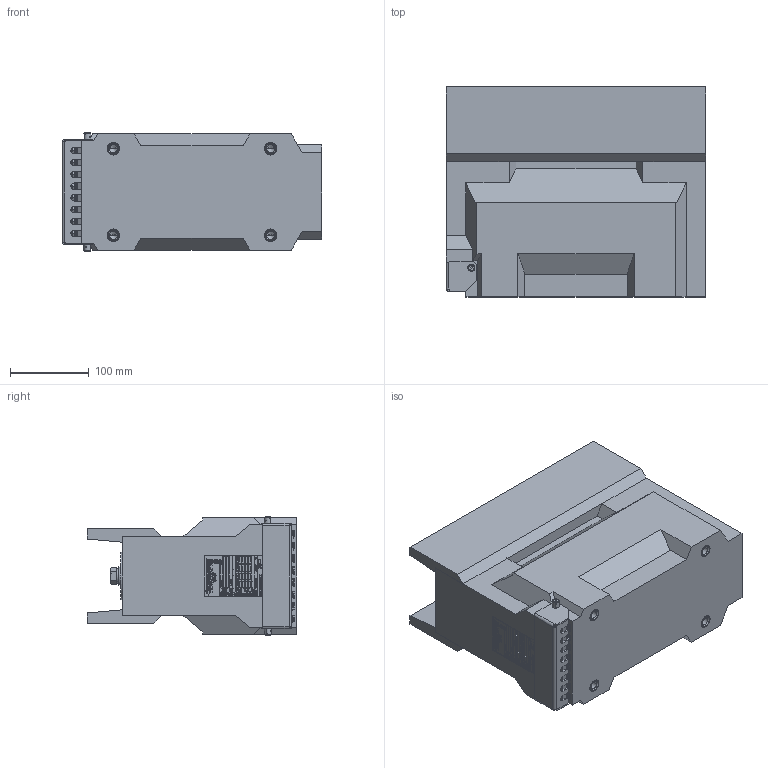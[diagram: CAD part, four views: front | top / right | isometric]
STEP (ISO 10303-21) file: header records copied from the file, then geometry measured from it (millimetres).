
FILE_DESCRIPTION (( 'STEP AP214' ), '1' );
FILE_NAME ('ﾒﾋﾊ-ﾑﾒ-10-16ﾌ1 (5ﾀ-1500ﾀ).STEP', '2023-06-08T06:02:25', ( '' ), ( '' ), 'SwSTEP 2.0', 'SolidWorks 2014', '' );
FILE_SCHEMA (( 'AUTOMOTIVE_DESIGN' ));
Length unit declared in the file: millimetre
Products named in the file (26): 屡扔.757465.006 袜觐礤黜桕; Øàéáà ïðóæ. ÃÎÑÒ 6402-70_5; ﾘ琺矜 ﾃﾎﾑﾒ 11371-78_5; ﾒﾋﾊ-ﾑﾒ-10-16ﾌ1 (5ﾀ-1500ﾀ); ÂÅÈÓ.754312.182À Òàáëè÷êà òåõíè÷åñêèõ äàííûõ ÒËÊ-ÑÒ_-00; ÂÅÈÓ.735314.033 Êðûøêà çàùèòíàÿ_00; ÂÅÈÓ.671213.542 Ñáîðêà ñ çàëèâêîé ÒËÊ-ÑÒ-10-16_00; Êîðïóñ^ÂÅÈÓ.671213.542 Ñáîðêà ñ çàëèâêîé ÒËÊ-ÑÒ-10-16_00; ÂÅÈÓ.758472.015 Ãàéêà; ÂÅÈÓ.758472.006 Ãàéêà ñïåöèàëüíàÿ_00; ÂÅÈÓ.671213.342 Àêòèâíàÿ ÷àñòü ÒËÊ-ÑÒ-10-16_00; 屡扔.758472.007 绵殛郷-02; ÂÅÈÓ.757564.124 Êðûøêà (îáðåçàííàÿ)^ÂÅÈÓ.671213.342 Àêòèâíàÿ ÷àñòü ÒËÊ-ÑÒ-10-16_00; Ëåíòà ÄÏÐÍÌ 0,1õ10^ÂÅÈÓ.671213.342 Àêòèâíàÿ ÷àñòü ÒËÊ-ÑÒ-10-16_00; Ëåíòà ïîëóïðîâîäÿùàÿ2^ÂÅÈÓ.671213.342 Àêòèâíàÿ ÷àñòü ÒËÊ-ÑÒ-10-16_00; Äîçàëèâêà áàðüåðîâ^ÈÁËÒ.671213.019-01-40 Òðàíñôîðìàòîð òîêà ÒËÊ-ÑÒ-10-16_00; Ýêðàí ïîëóïðîâîäÿùèé^ÂÅÈÓ.671213.342 Àêòèâíàÿ ÷àñòü ÒËÊ-ÑÒ-10-16_00; 屡扔.758181.002 妈眚 镫铎徼痤忸黜; Ëåíòà ÄÏÐÍÌ 15õ1 (ìíîãîâèò.)^ÂÅÈÓ.671213.342 Àêòèâíàÿ ÷àñòü ÒËÊ-ÑÒ-10-16_00; Áîëò ÃÎÑÒ 7798-70_12å30; Êîðïóñ ïåðâè÷íîé îáìîòêè; Øàéáà ïðóæ. ÃÎÑÒ 6402-70_12; Ïðîêëàäêà2^Êîðïóñ ïåðâè÷íîé îáìîòêè_00; ﾘ琺矜 ﾃﾎﾑﾒ 11371-78_12; Ïðîêëàäêà^Êîðïóñ ïåðâè÷íîé îáìîòêè_00; Áîëò ÃÎÑÒ 7805-70_Œ5å12
Assembly tree (70 placements, depth 5):
  ﾒﾋﾊ-ﾑﾒ-10-16ﾌ1 (5ﾀ-1500ﾀ)
    ÂÅÈÓ.671213.542 Ñáîðêà ñ çàëèâêîé ÒËÊ-ÑÒ-10-16_00
      ÂÅÈÓ.671213.342 Àêòèâíàÿ ÷àñòü ÒËÊ-ÑÒ-10-16_00
        屡扔.757465.006 袜觐礤黜桕  x2
        Êîðïóñ ïåðâè÷íîé îáìîòêè
          Ïðîêëàäêà^Êîðïóñ ïåðâè÷íîé îáìîòêè_00
          Ïðîêëàäêà2^Êîðïóñ ïåðâè÷íîé îáìîòêè_00  x2
        Ëåíòà ÄÏÐÍÌ 15õ1 (ìíîãîâèò.)^ÂÅÈÓ.671213.342 Àêòèâíàÿ ÷àñòü ÒËÊ-ÑÒ-10-16_00
        Ýêðàí ïîëóïðîâîäÿùèé^ÂÅÈÓ.671213.342 Àêòèâíàÿ ÷àñòü ÒËÊ-ÑÒ-10-16_00
        Ëåíòà ïîëóïðîâîäÿùàÿ2^ÂÅÈÓ.671213.342 Àêòèâíàÿ ÷àñòü ÒËÊ-ÑÒ-10-16_00
        Ëåíòà ÄÏÐÍÌ 0,1õ10^ÂÅÈÓ.671213.342 Àêòèâíàÿ ÷àñòü ÒËÊ-ÑÒ-10-16_00
        ÂÅÈÓ.757564.124 Êðûøêà (îáðåçàííàÿ)^ÂÅÈÓ.671213.342 Àêòèâíàÿ ÷àñòü ÒËÊ-ÑÒ-10-16_00  x2
        屡扔.758472.007 绵殛郷-02  x8
      ÂÅÈÓ.758472.006 Ãàéêà ñïåöèàëüíàÿ_00  x4
      ÂÅÈÓ.758472.015 Ãàéêà  x2
      Êîðïóñ^ÂÅÈÓ.671213.542 Ñáîðêà ñ çàëèâêîé ÒËÊ-ÑÒ-10-16_00
    ÂÅÈÓ.735314.033 Êðûøêà çàùèòíàÿ_00
    ÂÅÈÓ.754312.182À Òàáëè÷êà òåõíè÷åñêèõ äàííûõ ÒËÊ-ÑÒ_-00
    ﾘ琺矜 ﾃﾎﾑﾒ 11371-78_5  x8
    Øàéáà ïðóæ. ÃÎÑÒ 6402-70_5  x8
    Áîëò ÃÎÑÒ 7805-70_Œ5å12  x8
    ﾘ琺矜 ﾃﾎﾑﾒ 11371-78_12  x4
    Øàéáà ïðóæ. ÃÎÑÒ 6402-70_12  x4
    Áîëò ÃÎÑÒ 7798-70_12å30  x4
    屡扔.758181.002 妈眚 镫铎徼痤忸黜  x2
    Äîçàëèâêà áàðüåðîâ^ÈÁËÒ.671213.019-01-40 Òðàíñôîðìàòîð òîêà ÒËÊ-ÑÒ-10-16_00
Bounding box: 330 x 267 x 152 mm (x, y, z)
Volume: 9461046.7 mm3; surface area: 1147187 mm2
Topology: 68 solids, 107 shells, 4882 faces, 12415 edges, 8074 vertices
Faces by surface type: plane 2867, bspline 996, cylinder 623, cone 264, torus 132
Entity records: 214121 total; most frequent: CARTESIAN_POINT 85710, ORIENTED_EDGE 21974, DIRECTION 16503, EDGE_CURVE 10987, LINE 7715, VECTOR 7715, VERTEX_POINT 7244, EDGE_LOOP 4635
